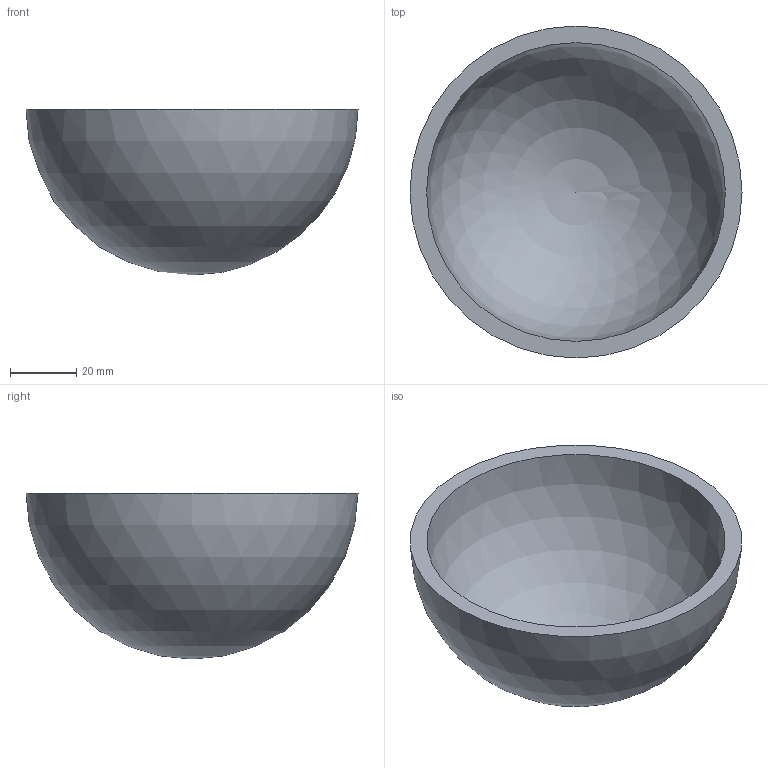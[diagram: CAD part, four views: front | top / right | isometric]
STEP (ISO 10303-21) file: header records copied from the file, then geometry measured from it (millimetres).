
FILE_DESCRIPTION(('FreeCAD Model'),'2;1');
FILE_NAME('dome.step', '2014-12-16T16:06:39',('FreeCAD'),('FreeCAD'), 'Open CASCADE STEP processor 6.7','FreeCAD','Unknown');
FILE_SCHEMA(('AUTOMOTIVE_DESIGN_CC2 { 1 2 10303 214 -1 1 5 4 }'));
Length unit declared in the file: millimetre
Products named in the file (1): dome
Bounding box: 100 x 100 x 50 mm (x, y, z)
Volume: 70947.6 mm3; surface area: 29923.7 mm2
Topology: 1 solids, 1 shells, 3 faces, 6 edges, 4 vertices
Faces by surface type: sphere 2, plane 1
Entity records: 147 total; most frequent: DIRECTION 24, CARTESIAN_POINT 20, AXIS2_PLACEMENT_3D 8, ORIENTED_EDGE 8, PCURVE 8, DEFINITIONAL_REPRESENTATION 8, CIRCLE 6, LINE 6
